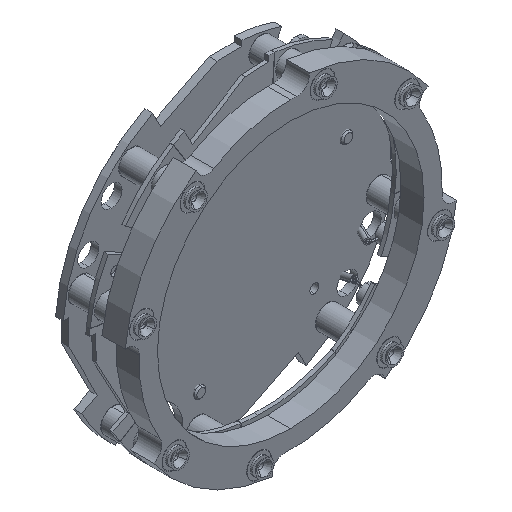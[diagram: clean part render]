
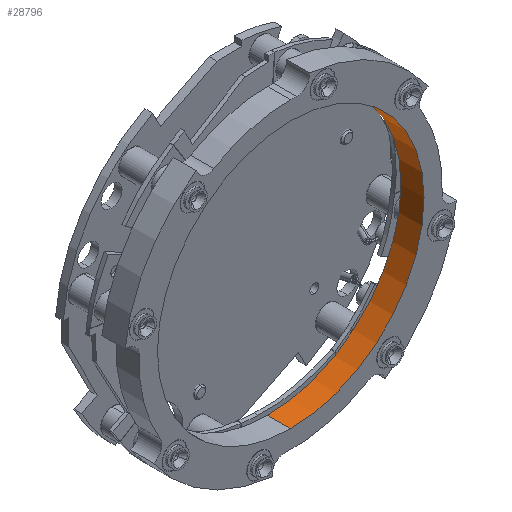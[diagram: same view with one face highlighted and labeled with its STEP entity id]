
A CAD part, isometric view. The second image highlights one B-rep face of the part: STEP entity #28796.
In plain terms, the highlighted cylindrical face has radius 17.628 mm (diameter 35.255 mm), a partial arc.
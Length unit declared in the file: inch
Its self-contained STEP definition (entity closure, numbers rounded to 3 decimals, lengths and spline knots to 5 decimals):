
#3161 = VERTEX_POINT ( 'NONE', #18787 ) ;
#3176 = VERTEX_POINT ( 'NONE', #18772 ) ;
#3388 = VERTEX_POINT ( 'NONE', #17765 ) ;
#4303 = VERTEX_POINT ( 'NONE', #7162 ) ;
#7162 = CARTESIAN_POINT ( 'NONE',  ( 0., -0.199, 0.694 ) ) ;
#7901 = DIRECTION ( 'NONE',  ( 0., 0., -1. ) ) ;
#7902 = DIRECTION ( 'NONE',  ( 0., 1., 0. ) ) ;
#7911 = CARTESIAN_POINT ( 'NONE',  ( 0., -0.319, 0. ) ) ;
#17043 = ORIENTED_EDGE ( 'NONE', *, *, #26513, .F. ) ;
#17044 = ORIENTED_EDGE ( 'NONE', *, *, #26463, .F. ) ;
#17045 = ORIENTED_EDGE ( 'NONE', *, *, #26515, .T. ) ;
#17046 = ORIENTED_EDGE ( 'NONE', *, *, #26514, .T. ) ;
#17765 = CARTESIAN_POINT ( 'NONE',  ( 0., -0.199, -0.694 ) ) ;
#18608 = AXIS2_PLACEMENT_3D ( 'NONE', #20409, #20415, #20416 ) ;
#18641 = AXIS2_PLACEMENT_3D ( 'NONE', #20553, #20554, #20555 ) ;
#18772 = CARTESIAN_POINT ( 'NONE',  ( 0., -0.319, 0.694 ) ) ;
#18787 = CARTESIAN_POINT ( 'NONE',  ( 0., -0.319, -0.694 ) ) ;
#20409 = CARTESIAN_POINT ( 'NONE',  ( 0., -0.199, 0. ) ) ;
#20415 = DIRECTION ( 'NONE',  ( 0., -1., 0. ) ) ;
#20416 = DIRECTION ( 'NONE',  ( 0., 0., 1. ) ) ;
#20550 = CARTESIAN_POINT ( 'NONE',  ( 0., -0.319, 0.694 ) ) ;
#20551 = CARTESIAN_POINT ( 'NONE',  ( 0., -0.319, -0.694 ) ) ;
#20552 = DIRECTION ( 'NONE',  ( 0., 1., 0. ) ) ;
#20553 = CARTESIAN_POINT ( 'NONE',  ( 0., -0.319, 0. ) ) ;
#20554 = DIRECTION ( 'NONE',  ( 0., -1., 0. ) ) ;
#20555 = DIRECTION ( 'NONE',  ( 0., 0., 1. ) ) ;
#20557 = DIRECTION ( 'NONE',  ( 0., 1., 0. ) ) ;
#24470 = EDGE_LOOP ( 'NONE', ( #17046, #17045, #17044, #17043 ) ) ;
#26463 = EDGE_CURVE ( 'NONE', #3388, #4303, #31368, .T. ) ;
#26513 = EDGE_CURVE ( 'NONE', #3161, #3388, #31465, .T. ) ;
#26514 = EDGE_CURVE ( 'NONE', #3161, #3176, #31475, .T. ) ;
#26515 = EDGE_CURVE ( 'NONE', #3176, #4303, #31474, .T. ) ;
#28283 = AXIS2_PLACEMENT_3D ( 'NONE', #7911, #7902, #7901 ) ;
#28796 = ADVANCED_FACE ( 'NONE', ( #32869 ), #32871, .F. ) ;
#31368 = CIRCLE ( 'NONE', #18608, 0.694 ) ;
#31465 = LINE ( 'NONE', #20551, #31468 ) ;
#31466 = VECTOR ( 'NONE', #20557, 39.37008 ) ;
#31468 = VECTOR ( 'NONE', #20552, 39.37008 ) ;
#31474 = LINE ( 'NONE', #20550, #31466 ) ;
#31475 = CIRCLE ( 'NONE', #18641, 0.694 ) ;
#32869 = FACE_OUTER_BOUND ( 'NONE', #24470, .T. ) ;
#32871 = CYLINDRICAL_SURFACE ( 'NONE', #28283, 0.694 ) ;
